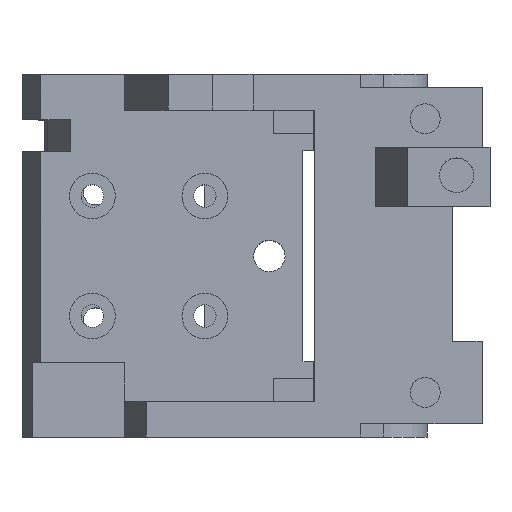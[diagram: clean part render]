
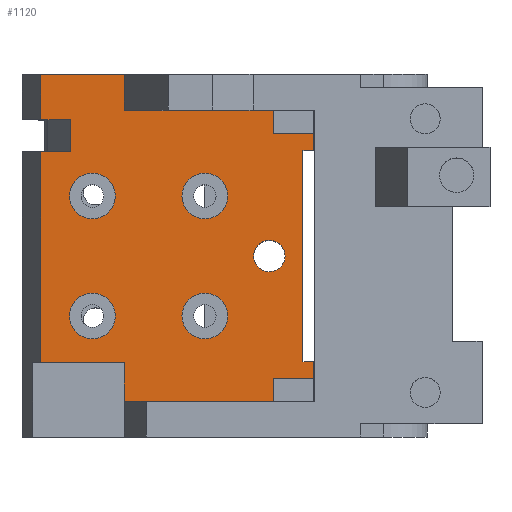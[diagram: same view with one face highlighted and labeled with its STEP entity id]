
A CAD part, top view. The second image highlights one B-rep face of the part: STEP entity #1120.
In plain terms, the highlighted planar face has unit normal (0, 0, 1).
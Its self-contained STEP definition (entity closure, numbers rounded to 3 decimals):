
#282 = VERTEX_POINT('',#283);
#283 = CARTESIAN_POINT('',(-14.88,24.2,35.1));
#289 = EDGE_CURVE('',#282,#290,#292,.T.);
#290 = VERTEX_POINT('',#291);
#291 = CARTESIAN_POINT('',(-3.728,24.2,35.1));
#292 = LINE('',#293,#294);
#293 = CARTESIAN_POINT('',(1.568,24.2,35.1));
#294 = VECTOR('',#295,1.);
#295 = DIRECTION('',(1.,0.,0.));
#1101 = VERTEX_POINT('',#1102);
#1102 = CARTESIAN_POINT('',(-3.728,19.4,35.1));
#1110 = EDGE_CURVE('',#1101,#290,#1111,.T.);
#1111 = LINE('',#1112,#1113);
#1112 = CARTESIAN_POINT('',(-3.728,-24.2,35.1));
#1113 = VECTOR('',#1114,1.);
#1114 = DIRECTION('',(0.,1.,0.));
#1120 = ADVANCED_FACE('',(#1121,#1267,#1278,#1289,#1300,#1320),#1331,.T.
  );
#1121 = FACE_BOUND('',#1122,.T.);
#1122 = EDGE_LOOP('',(#1123,#1131,#1139,#1147,#1155,#1163,#1171,#1179,
    #1187,#1195,#1203,#1211,#1219,#1227,#1235,#1243,#1251,#1259,#1265,
    #1266));
#1123 = ORIENTED_EDGE('',*,*,#1124,.F.);
#1124 = EDGE_CURVE('',#1125,#282,#1127,.T.);
#1125 = VERTEX_POINT('',#1126);
#1126 = CARTESIAN_POINT('',(-14.88,18.2,35.1));
#1127 = LINE('',#1128,#1129);
#1128 = CARTESIAN_POINT('',(-14.88,-24.2,35.1));
#1129 = VECTOR('',#1130,1.);
#1130 = DIRECTION('',(0.,1.,0.));
#1131 = ORIENTED_EDGE('',*,*,#1132,.F.);
#1132 = EDGE_CURVE('',#1133,#1125,#1135,.T.);
#1133 = VERTEX_POINT('',#1134);
#1134 = CARTESIAN_POINT('',(-10.88,18.2,35.1));
#1135 = LINE('',#1136,#1137);
#1136 = CARTESIAN_POINT('',(-14.,18.2,35.1));
#1137 = VECTOR('',#1138,1.);
#1138 = DIRECTION('',(-1.,-0.,-0.));
#1139 = ORIENTED_EDGE('',*,*,#1140,.F.);
#1140 = EDGE_CURVE('',#1141,#1133,#1143,.T.);
#1141 = VERTEX_POINT('',#1142);
#1142 = CARTESIAN_POINT('',(-10.88,13.9,35.1));
#1143 = LINE('',#1144,#1145);
#1144 = CARTESIAN_POINT('',(-10.88,13.9,35.1));
#1145 = VECTOR('',#1146,1.);
#1146 = DIRECTION('',(0.,1.,0.));
#1147 = ORIENTED_EDGE('',*,*,#1148,.F.);
#1148 = EDGE_CURVE('',#1149,#1141,#1151,.T.);
#1149 = VERTEX_POINT('',#1150);
#1150 = CARTESIAN_POINT('',(-14.88,13.9,35.1));
#1151 = LINE('',#1152,#1153);
#1152 = CARTESIAN_POINT('',(-14.38,13.9,35.1));
#1153 = VECTOR('',#1154,1.);
#1154 = DIRECTION('',(1.,0.,0.));
#1155 = ORIENTED_EDGE('',*,*,#1156,.F.);
#1156 = EDGE_CURVE('',#1157,#1149,#1159,.T.);
#1157 = VERTEX_POINT('',#1158);
#1158 = CARTESIAN_POINT('',(-14.88,-14.2,35.1));
#1159 = LINE('',#1160,#1161);
#1160 = CARTESIAN_POINT('',(-14.88,-24.2,35.1));
#1161 = VECTOR('',#1162,1.);
#1162 = DIRECTION('',(0.,1.,0.));
#1163 = ORIENTED_EDGE('',*,*,#1164,.F.);
#1164 = EDGE_CURVE('',#1165,#1157,#1167,.T.);
#1165 = VERTEX_POINT('',#1166);
#1166 = CARTESIAN_POINT('',(-3.728,-14.2,35.1));
#1167 = LINE('',#1168,#1169);
#1168 = CARTESIAN_POINT('',(-3.728,-14.2,35.1));
#1169 = VECTOR('',#1170,1.);
#1170 = DIRECTION('',(-1.,0.,0.));
#1171 = ORIENTED_EDGE('',*,*,#1172,.F.);
#1172 = EDGE_CURVE('',#1173,#1165,#1175,.T.);
#1173 = VERTEX_POINT('',#1174);
#1174 = CARTESIAN_POINT('',(-3.728,-19.4,35.1));
#1175 = LINE('',#1176,#1177);
#1176 = CARTESIAN_POINT('',(-3.728,-24.2,35.1));
#1177 = VECTOR('',#1178,1.);
#1178 = DIRECTION('',(0.,1.,0.));
#1179 = ORIENTED_EDGE('',*,*,#1180,.F.);
#1180 = EDGE_CURVE('',#1181,#1173,#1183,.T.);
#1181 = VERTEX_POINT('',#1182);
#1182 = CARTESIAN_POINT('',(16.1,-19.4,35.1));
#1183 = LINE('',#1184,#1185);
#1184 = CARTESIAN_POINT('',(-4.057,-19.4,35.1));
#1185 = VECTOR('',#1186,1.);
#1186 = DIRECTION('',(-1.,0.,0.));
#1187 = ORIENTED_EDGE('',*,*,#1188,.T.);
#1188 = EDGE_CURVE('',#1181,#1189,#1191,.T.);
#1189 = VERTEX_POINT('',#1190);
#1190 = CARTESIAN_POINT('',(16.1,-16.3,35.1));
#1191 = LINE('',#1192,#1193);
#1192 = CARTESIAN_POINT('',(16.1,-19.4,35.1));
#1193 = VECTOR('',#1194,1.);
#1194 = DIRECTION('',(0.,1.,0.));
#1195 = ORIENTED_EDGE('',*,*,#1196,.F.);
#1196 = EDGE_CURVE('',#1197,#1189,#1199,.T.);
#1197 = VERTEX_POINT('',#1198);
#1198 = CARTESIAN_POINT('',(21.45,-16.3,35.1));
#1199 = LINE('',#1200,#1201);
#1200 = CARTESIAN_POINT('',(21.45,-16.3,35.1));
#1201 = VECTOR('',#1202,1.);
#1202 = DIRECTION('',(-1.,-0.,-0.));
#1203 = ORIENTED_EDGE('',*,*,#1204,.F.);
#1204 = EDGE_CURVE('',#1205,#1197,#1207,.T.);
#1205 = VERTEX_POINT('',#1206);
#1206 = CARTESIAN_POINT('',(21.45,-14.1,35.1));
#1207 = LINE('',#1208,#1209);
#1208 = CARTESIAN_POINT('',(21.45,12.4,35.1));
#1209 = VECTOR('',#1210,1.);
#1210 = DIRECTION('',(0.,-1.,0.));
#1211 = ORIENTED_EDGE('',*,*,#1212,.T.);
#1212 = EDGE_CURVE('',#1205,#1213,#1215,.T.);
#1213 = VERTEX_POINT('',#1214);
#1214 = CARTESIAN_POINT('',(20.1,-14.1,35.1));
#1215 = LINE('',#1216,#1217);
#1216 = CARTESIAN_POINT('',(10.833,-14.1,35.1));
#1217 = VECTOR('',#1218,1.);
#1218 = DIRECTION('',(-1.,0.,0.));
#1219 = ORIENTED_EDGE('',*,*,#1220,.T.);
#1220 = EDGE_CURVE('',#1213,#1221,#1223,.T.);
#1221 = VERTEX_POINT('',#1222);
#1222 = CARTESIAN_POINT('',(20.1,14.1,35.1));
#1223 = LINE('',#1224,#1225);
#1224 = CARTESIAN_POINT('',(20.1,0.3,35.1));
#1225 = VECTOR('',#1226,1.);
#1226 = DIRECTION('',(0.,1.,0.));
#1227 = ORIENTED_EDGE('',*,*,#1228,.T.);
#1228 = EDGE_CURVE('',#1221,#1229,#1231,.T.);
#1229 = VERTEX_POINT('',#1230);
#1230 = CARTESIAN_POINT('',(21.45,14.1,35.1));
#1231 = LINE('',#1232,#1233);
#1232 = CARTESIAN_POINT('',(10.833,14.1,35.1));
#1233 = VECTOR('',#1234,1.);
#1234 = DIRECTION('',(1.,0.,0.));
#1235 = ORIENTED_EDGE('',*,*,#1236,.F.);
#1236 = EDGE_CURVE('',#1237,#1229,#1239,.T.);
#1237 = VERTEX_POINT('',#1238);
#1238 = CARTESIAN_POINT('',(21.45,16.3,35.1));
#1239 = LINE('',#1240,#1241);
#1240 = CARTESIAN_POINT('',(21.45,12.4,35.1));
#1241 = VECTOR('',#1242,1.);
#1242 = DIRECTION('',(0.,-1.,0.));
#1243 = ORIENTED_EDGE('',*,*,#1244,.T.);
#1244 = EDGE_CURVE('',#1237,#1245,#1247,.T.);
#1245 = VERTEX_POINT('',#1246);
#1246 = CARTESIAN_POINT('',(16.1,16.3,35.1));
#1247 = LINE('',#1248,#1249);
#1248 = CARTESIAN_POINT('',(21.45,16.3,35.1));
#1249 = VECTOR('',#1250,1.);
#1250 = DIRECTION('',(-1.,-0.,-0.));
#1251 = ORIENTED_EDGE('',*,*,#1252,.T.);
#1252 = EDGE_CURVE('',#1245,#1253,#1255,.T.);
#1253 = VERTEX_POINT('',#1254);
#1254 = CARTESIAN_POINT('',(16.1,19.4,35.1));
#1255 = LINE('',#1256,#1257);
#1256 = CARTESIAN_POINT('',(16.1,16.3,35.1));
#1257 = VECTOR('',#1258,1.);
#1258 = DIRECTION('',(0.,1.,0.));
#1259 = ORIENTED_EDGE('',*,*,#1260,.F.);
#1260 = EDGE_CURVE('',#1101,#1253,#1261,.T.);
#1261 = LINE('',#1262,#1263);
#1262 = CARTESIAN_POINT('',(15.5,19.4,35.1));
#1263 = VECTOR('',#1264,1.);
#1264 = DIRECTION('',(1.,0.,0.));
#1265 = ORIENTED_EDGE('',*,*,#1110,.T.);
#1266 = ORIENTED_EDGE('',*,*,#289,.F.);
#1267 = FACE_BOUND('',#1268,.T.);
#1268 = EDGE_LOOP('',(#1269));
#1269 = ORIENTED_EDGE('',*,*,#1270,.F.);
#1270 = EDGE_CURVE('',#1271,#1271,#1273,.T.);
#1271 = VERTEX_POINT('',#1272);
#1272 = CARTESIAN_POINT('',(-4.94,-8.,35.1));
#1273 = CIRCLE('',#1274,3.05);
#1274 = AXIS2_PLACEMENT_3D('',#1275,#1276,#1277);
#1275 = CARTESIAN_POINT('',(-7.99,-8.,35.1));
#1276 = DIRECTION('',(0.,0.,1.));
#1277 = DIRECTION('',(1.,0.,0.));
#1278 = FACE_BOUND('',#1279,.T.);
#1279 = EDGE_LOOP('',(#1280));
#1280 = ORIENTED_EDGE('',*,*,#1281,.F.);
#1281 = EDGE_CURVE('',#1282,#1282,#1284,.T.);
#1282 = VERTEX_POINT('',#1283);
#1283 = CARTESIAN_POINT('',(10.06,-8.,35.1));
#1284 = CIRCLE('',#1285,3.05);
#1285 = AXIS2_PLACEMENT_3D('',#1286,#1287,#1288);
#1286 = CARTESIAN_POINT('',(7.01,-8.,35.1));
#1287 = DIRECTION('',(0.,0.,1.));
#1288 = DIRECTION('',(1.,0.,0.));
#1289 = FACE_BOUND('',#1290,.T.);
#1290 = EDGE_LOOP('',(#1291));
#1291 = ORIENTED_EDGE('',*,*,#1292,.F.);
#1292 = EDGE_CURVE('',#1293,#1293,#1295,.T.);
#1293 = VERTEX_POINT('',#1294);
#1294 = CARTESIAN_POINT('',(-4.94,8.,35.1));
#1295 = CIRCLE('',#1296,3.05);
#1296 = AXIS2_PLACEMENT_3D('',#1297,#1298,#1299);
#1297 = CARTESIAN_POINT('',(-7.99,8.,35.1));
#1298 = DIRECTION('',(0.,0.,1.));
#1299 = DIRECTION('',(1.,0.,0.));
#1300 = FACE_BOUND('',#1301,.T.);
#1301 = EDGE_LOOP('',(#1302,#1313));
#1302 = ORIENTED_EDGE('',*,*,#1303,.T.);
#1303 = EDGE_CURVE('',#1304,#1306,#1308,.T.);
#1304 = VERTEX_POINT('',#1305);
#1305 = CARTESIAN_POINT('',(15.6,-2.1,35.1));
#1306 = VERTEX_POINT('',#1307);
#1307 = CARTESIAN_POINT('',(15.6,2.1,35.1));
#1308 = CIRCLE('',#1309,2.1);
#1309 = AXIS2_PLACEMENT_3D('',#1310,#1311,#1312);
#1310 = CARTESIAN_POINT('',(15.6,0.,35.1));
#1311 = DIRECTION('',(0.,-0.,-1.));
#1312 = DIRECTION('',(1.,0.,0.));
#1313 = ORIENTED_EDGE('',*,*,#1314,.F.);
#1314 = EDGE_CURVE('',#1304,#1306,#1315,.T.);
#1315 = CIRCLE('',#1316,2.1);
#1316 = AXIS2_PLACEMENT_3D('',#1317,#1318,#1319);
#1317 = CARTESIAN_POINT('',(15.6,0.,35.1));
#1318 = DIRECTION('',(0.,0.,1.));
#1319 = DIRECTION('',(1.,0.,0.));
#1320 = FACE_BOUND('',#1321,.T.);
#1321 = EDGE_LOOP('',(#1322));
#1322 = ORIENTED_EDGE('',*,*,#1323,.F.);
#1323 = EDGE_CURVE('',#1324,#1324,#1326,.T.);
#1324 = VERTEX_POINT('',#1325);
#1325 = CARTESIAN_POINT('',(10.06,8.,35.1));
#1326 = CIRCLE('',#1327,3.05);
#1327 = AXIS2_PLACEMENT_3D('',#1328,#1329,#1330);
#1328 = CARTESIAN_POINT('',(7.01,8.,35.1));
#1329 = DIRECTION('',(0.,0.,1.));
#1330 = DIRECTION('',(1.,0.,0.));
#1331 = PLANE('',#1332);
#1332 = AXIS2_PLACEMENT_3D('',#1333,#1334,#1335);
#1333 = CARTESIAN_POINT('',(1.188,0.713,35.1));
#1334 = DIRECTION('',(0.,0.,1.));
#1335 = DIRECTION('',(1.,0.,0.));
